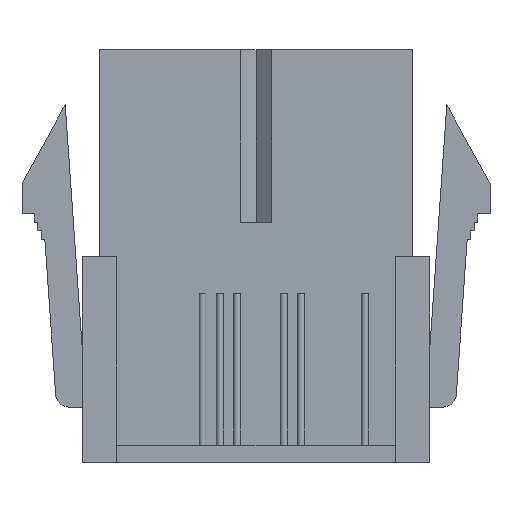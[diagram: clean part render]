
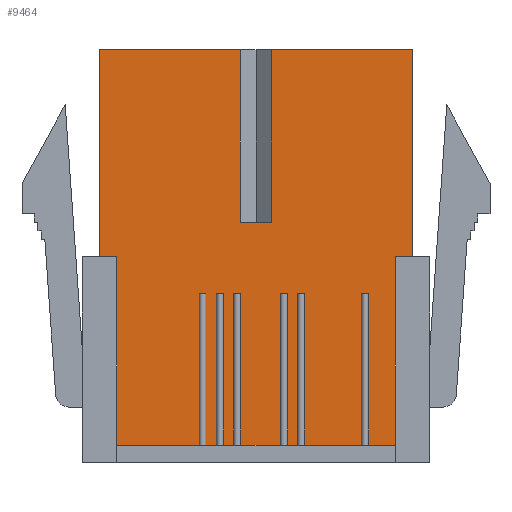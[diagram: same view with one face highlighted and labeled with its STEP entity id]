
A CAD part, front view. The second image highlights one B-rep face of the part: STEP entity #9464.
In plain terms, the highlighted planar face has unit normal (0, -1, 0).
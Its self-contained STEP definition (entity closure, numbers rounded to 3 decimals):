
#48=ORIENTED_EDGE('',*,*,#2860,.T.);
#49=ORIENTED_EDGE('',*,*,#2861,.F.);
#50=ORIENTED_EDGE('',*,*,#2862,.T.);
#51=ORIENTED_EDGE('',*,*,#2863,.T.);
#52=ORIENTED_EDGE('',*,*,#2864,.T.);
#53=ORIENTED_EDGE('',*,*,#2865,.F.);
#54=ORIENTED_EDGE('',*,*,#2866,.T.);
#55=ORIENTED_EDGE('',*,*,#2867,.T.);
#56=ORIENTED_EDGE('',*,*,#2868,.F.);
#57=ORIENTED_EDGE('',*,*,#2869,.F.);
#58=ORIENTED_EDGE('',*,*,#2870,.T.);
#59=ORIENTED_EDGE('',*,*,#2871,.T.);
#60=ORIENTED_EDGE('',*,*,#2872,.F.);
#61=ORIENTED_EDGE('',*,*,#2873,.F.);
#62=ORIENTED_EDGE('',*,*,#2874,.T.);
#63=ORIENTED_EDGE('',*,*,#2875,.T.);
#64=ORIENTED_EDGE('',*,*,#2876,.F.);
#65=ORIENTED_EDGE('',*,*,#2877,.F.);
#66=ORIENTED_EDGE('',*,*,#2878,.F.);
#67=ORIENTED_EDGE('',*,*,#2879,.T.);
#68=ORIENTED_EDGE('',*,*,#2880,.F.);
#69=ORIENTED_EDGE('',*,*,#2881,.F.);
#70=ORIENTED_EDGE('',*,*,#2882,.T.);
#71=ORIENTED_EDGE('',*,*,#2883,.T.);
#72=ORIENTED_EDGE('',*,*,#2884,.F.);
#73=ORIENTED_EDGE('',*,*,#2885,.F.);
#74=ORIENTED_EDGE('',*,*,#2886,.T.);
#75=ORIENTED_EDGE('',*,*,#2887,.T.);
#76=ORIENTED_EDGE('',*,*,#2888,.F.);
#77=ORIENTED_EDGE('',*,*,#2889,.F.);
#78=ORIENTED_EDGE('',*,*,#2890,.T.);
#79=ORIENTED_EDGE('',*,*,#2891,.T.);
#80=ORIENTED_EDGE('',*,*,#2892,.F.);
#81=ORIENTED_EDGE('',*,*,#2893,.F.);
#82=ORIENTED_EDGE('',*,*,#2894,.T.);
#83=ORIENTED_EDGE('',*,*,#2895,.T.);
#2860=EDGE_CURVE('',#4266,#4267,#5186,.T.);
#2861=EDGE_CURVE('',#4268,#4267,#5187,.T.);
#2862=EDGE_CURVE('',#4268,#4269,#5188,.T.);
#2863=EDGE_CURVE('',#4269,#4270,#5189,.T.);
#2864=EDGE_CURVE('',#4270,#4271,#5190,.T.);
#2865=EDGE_CURVE('',#4272,#4271,#5191,.T.);
#2866=EDGE_CURVE('',#4272,#4273,#5192,.T.);
#2867=EDGE_CURVE('',#4273,#4274,#5193,.T.);
#2868=EDGE_CURVE('',#4275,#4274,#5194,.T.);
#2869=EDGE_CURVE('',#4276,#4275,#5195,.T.);
#2870=EDGE_CURVE('',#4276,#4277,#5196,.T.);
#2871=EDGE_CURVE('',#4277,#4278,#5197,.T.);
#2872=EDGE_CURVE('',#4279,#4278,#5198,.T.);
#2873=EDGE_CURVE('',#4280,#4279,#5199,.T.);
#2874=EDGE_CURVE('',#4280,#4281,#5200,.T.);
#2875=EDGE_CURVE('',#4281,#4282,#5201,.T.);
#2876=EDGE_CURVE('',#4283,#4282,#5202,.T.);
#2877=EDGE_CURVE('',#4284,#4283,#5203,.T.);
#2878=EDGE_CURVE('',#4285,#4284,#5204,.T.);
#2879=EDGE_CURVE('',#4285,#4286,#5205,.T.);
#2880=EDGE_CURVE('',#4287,#4286,#5206,.T.);
#2881=EDGE_CURVE('',#4288,#4287,#5207,.T.);
#2882=EDGE_CURVE('',#4288,#4289,#5208,.T.);
#2883=EDGE_CURVE('',#4289,#4290,#5209,.T.);
#2884=EDGE_CURVE('',#4291,#4290,#5210,.T.);
#2885=EDGE_CURVE('',#4292,#4291,#5211,.T.);
#2886=EDGE_CURVE('',#4292,#4293,#5212,.T.);
#2887=EDGE_CURVE('',#4293,#4294,#5213,.T.);
#2888=EDGE_CURVE('',#4295,#4294,#5214,.T.);
#2889=EDGE_CURVE('',#4296,#4295,#5215,.T.);
#2890=EDGE_CURVE('',#4296,#4297,#5216,.T.);
#2891=EDGE_CURVE('',#4297,#4298,#5217,.T.);
#2892=EDGE_CURVE('',#4299,#4298,#5218,.T.);
#2893=EDGE_CURVE('',#4300,#4299,#5219,.T.);
#2894=EDGE_CURVE('',#4300,#4301,#5220,.T.);
#2895=EDGE_CURVE('',#4301,#4266,#5221,.T.);
#4266=VERTEX_POINT('',#12885);
#4267=VERTEX_POINT('',#12886);
#4268=VERTEX_POINT('',#12888);
#4269=VERTEX_POINT('',#12890);
#4270=VERTEX_POINT('',#12892);
#4271=VERTEX_POINT('',#12894);
#4272=VERTEX_POINT('',#12896);
#4273=VERTEX_POINT('',#12898);
#4274=VERTEX_POINT('',#12900);
#4275=VERTEX_POINT('',#12902);
#4276=VERTEX_POINT('',#12904);
#4277=VERTEX_POINT('',#12906);
#4278=VERTEX_POINT('',#12908);
#4279=VERTEX_POINT('',#12910);
#4280=VERTEX_POINT('',#12912);
#4281=VERTEX_POINT('',#12914);
#4282=VERTEX_POINT('',#12916);
#4283=VERTEX_POINT('',#12918);
#4284=VERTEX_POINT('',#12920);
#4285=VERTEX_POINT('',#12922);
#4286=VERTEX_POINT('',#12924);
#4287=VERTEX_POINT('',#12926);
#4288=VERTEX_POINT('',#12928);
#4289=VERTEX_POINT('',#12930);
#4290=VERTEX_POINT('',#12932);
#4291=VERTEX_POINT('',#12934);
#4292=VERTEX_POINT('',#12936);
#4293=VERTEX_POINT('',#12938);
#4294=VERTEX_POINT('',#12940);
#4295=VERTEX_POINT('',#12942);
#4296=VERTEX_POINT('',#12944);
#4297=VERTEX_POINT('',#12946);
#4298=VERTEX_POINT('',#12948);
#4299=VERTEX_POINT('',#12950);
#4300=VERTEX_POINT('',#12952);
#4301=VERTEX_POINT('',#12954);
#5186=LINE('',#12884,#6576);
#5187=LINE('',#12887,#6577);
#5188=LINE('',#12889,#6578);
#5189=LINE('',#12891,#6579);
#5190=LINE('',#12893,#6580);
#5191=LINE('',#12895,#6581);
#5192=LINE('',#12897,#6582);
#5193=LINE('',#12899,#6583);
#5194=LINE('',#12901,#6584);
#5195=LINE('',#12903,#6585);
#5196=LINE('',#12905,#6586);
#5197=LINE('',#12907,#6587);
#5198=LINE('',#12909,#6588);
#5199=LINE('',#12911,#6589);
#5200=LINE('',#12913,#6590);
#5201=LINE('',#12915,#6591);
#5202=LINE('',#12917,#6592);
#5203=LINE('',#12919,#6593);
#5204=LINE('',#12921,#6594);
#5205=LINE('',#12923,#6595);
#5206=LINE('',#12925,#6596);
#5207=LINE('',#12927,#6597);
#5208=LINE('',#12929,#6598);
#5209=LINE('',#12931,#6599);
#5210=LINE('',#12933,#6600);
#5211=LINE('',#12935,#6601);
#5212=LINE('',#12937,#6602);
#5213=LINE('',#12939,#6603);
#5214=LINE('',#12941,#6604);
#5215=LINE('',#12943,#6605);
#5216=LINE('',#12945,#6606);
#5217=LINE('',#12947,#6607);
#5218=LINE('',#12949,#6608);
#5219=LINE('',#12951,#6609);
#5220=LINE('',#12953,#6610);
#5221=LINE('',#12955,#6611);
#6576=VECTOR('',#10480,1000.);
#6577=VECTOR('',#10481,1000.);
#6578=VECTOR('',#10482,1000.);
#6579=VECTOR('',#10483,1000.);
#6580=VECTOR('',#10484,1000.);
#6581=VECTOR('',#10485,1000.);
#6582=VECTOR('',#10486,1000.);
#6583=VECTOR('',#10487,1000.);
#6584=VECTOR('',#10488,1000.);
#6585=VECTOR('',#10489,1000.);
#6586=VECTOR('',#10490,1000.);
#6587=VECTOR('',#10491,1000.);
#6588=VECTOR('',#10492,1000.);
#6589=VECTOR('',#10493,1000.);
#6590=VECTOR('',#10494,1000.);
#6591=VECTOR('',#10495,1000.);
#6592=VECTOR('',#10496,1000.);
#6593=VECTOR('',#10497,1000.);
#6594=VECTOR('',#10498,1000.);
#6595=VECTOR('',#10499,1000.);
#6596=VECTOR('',#10500,1000.);
#6597=VECTOR('',#10501,1000.);
#6598=VECTOR('',#10502,1000.);
#6599=VECTOR('',#10503,1000.);
#6600=VECTOR('',#10504,1000.);
#6601=VECTOR('',#10505,1000.);
#6602=VECTOR('',#10506,1000.);
#6603=VECTOR('',#10507,1000.);
#6604=VECTOR('',#10508,1000.);
#6605=VECTOR('',#10509,1000.);
#6606=VECTOR('',#10510,1000.);
#6607=VECTOR('',#10511,1000.);
#6608=VECTOR('',#10512,1000.);
#6609=VECTOR('',#10513,1000.);
#6610=VECTOR('',#10514,1000.);
#6611=VECTOR('',#10515,1000.);
#7966=EDGE_LOOP('',(#48,#49,#50,#51,#52,#53,#54,#55,#56,#57,#58,#59,#60,
#61,#62,#63,#64,#65,#66,#67,#68,#69,#70,#71,#72,#73,#74,#75,#76,#77,#78,
#79,#80,#81,#82,#83));
#8474=FACE_BOUND('',#7966,.T.);
#8982=PLANE('',#9969);
#9464=ADVANCED_FACE('',(#8474),#8982,.T.);
#9969=AXIS2_PLACEMENT_3D('',#12883,#10478,#10479);
#10478=DIRECTION('',(0.,-1.,0.));
#10479=DIRECTION('',(0.,0.,-1.));
#10480=DIRECTION('',(-1.,0.,0.));
#10481=DIRECTION('',(0.,0.,1.));
#10482=DIRECTION('',(-1.,0.,0.));
#10483=DIRECTION('',(0.,0.,1.));
#10484=DIRECTION('',(-1.,0.,0.));
#10485=DIRECTION('',(0.,0.,1.));
#10486=DIRECTION('',(1.,0.,0.));
#10487=DIRECTION('',(0.,0.,-1.));
#10488=DIRECTION('',(-1.,0.,0.));
#10489=DIRECTION('',(0.,0.,-1.));
#10490=DIRECTION('',(1.,0.,0.));
#10491=DIRECTION('',(0.,0.,-1.));
#10492=DIRECTION('',(-1.,0.,0.));
#10493=DIRECTION('',(0.,0.,-1.));
#10494=DIRECTION('',(1.,0.,0.));
#10495=DIRECTION('',(0.,0.,-1.));
#10496=DIRECTION('',(-1.,0.,0.));
#10497=DIRECTION('',(0.,0.,-1.));
#10498=DIRECTION('',(-1.,0.,0.));
#10499=DIRECTION('',(0.,0.,-1.));
#10500=DIRECTION('',(-1.,0.,0.));
#10501=DIRECTION('',(0.,0.,-1.));
#10502=DIRECTION('',(1.,0.,0.));
#10503=DIRECTION('',(0.,0.,-1.));
#10504=DIRECTION('',(-1.,0.,0.));
#10505=DIRECTION('',(0.,0.,-1.));
#10506=DIRECTION('',(1.,0.,0.));
#10507=DIRECTION('',(0.,0.,-1.));
#10508=DIRECTION('',(-1.,0.,0.));
#10509=DIRECTION('',(0.,0.,-1.));
#10510=DIRECTION('',(1.,0.,0.));
#10511=DIRECTION('',(0.,0.,-1.));
#10512=DIRECTION('',(-1.,0.,0.));
#10513=DIRECTION('',(0.,0.,-1.));
#10514=DIRECTION('',(1.,0.,0.));
#10515=DIRECTION('',(0.,0.,1.));
#12883=CARTESIAN_POINT('',(9.05,-4.8,-11.95));
#12884=CARTESIAN_POINT('',(9.05,-4.8,11.95));
#12885=CARTESIAN_POINT('',(9.05,-4.8,11.95));
#12886=CARTESIAN_POINT('',(0.9,-4.8,11.95));
#12887=CARTESIAN_POINT('',(0.9,-4.8,1.95));
#12888=CARTESIAN_POINT('',(0.9,-4.8,1.95));
#12889=CARTESIAN_POINT('',(0.9,-4.8,1.95));
#12890=CARTESIAN_POINT('',(-0.9,-4.8,1.95));
#12891=CARTESIAN_POINT('',(-0.9,-4.8,1.95));
#12892=CARTESIAN_POINT('',(-0.9,-4.8,11.95));
#12893=CARTESIAN_POINT('',(9.05,-4.8,11.95));
#12894=CARTESIAN_POINT('',(-9.05,-4.8,11.95));
#12895=CARTESIAN_POINT('',(-9.05,-4.8,-11.95));
#12896=CARTESIAN_POINT('',(-9.05,-4.8,-0.05));
#12897=CARTESIAN_POINT('',(-9.05,-4.8,-0.05));
#12898=CARTESIAN_POINT('',(-8.05,-4.8,-0.05));
#12899=CARTESIAN_POINT('',(-8.05,-4.8,-0.05));
#12900=CARTESIAN_POINT('',(-8.05,-4.8,-10.95));
#12901=CARTESIAN_POINT('',(8.05,-4.8,-10.95));
#12902=CARTESIAN_POINT('',(-3.299,-4.8,-10.95));
#12903=CARTESIAN_POINT('',(-3.299,-4.8,-2.15));
#12904=CARTESIAN_POINT('',(-3.299,-4.8,-2.15));
#12905=CARTESIAN_POINT('',(-2.899,-4.8,-2.15));
#12906=CARTESIAN_POINT('',(-2.899,-4.8,-2.15));
#12907=CARTESIAN_POINT('',(-2.899,-4.8,-2.15));
#12908=CARTESIAN_POINT('',(-2.899,-4.8,-10.95));
#12909=CARTESIAN_POINT('',(8.05,-4.8,-10.95));
#12910=CARTESIAN_POINT('',(-2.299,-4.8,-10.95));
#12911=CARTESIAN_POINT('',(-2.299,-4.8,-2.15));
#12912=CARTESIAN_POINT('',(-2.299,-4.8,-2.15));
#12913=CARTESIAN_POINT('',(-2.299,-4.8,-2.15));
#12914=CARTESIAN_POINT('',(-1.899,-4.8,-2.15));
#12915=CARTESIAN_POINT('',(-1.899,-4.8,-2.15));
#12916=CARTESIAN_POINT('',(-1.899,-4.8,-10.95));
#12917=CARTESIAN_POINT('',(8.05,-4.8,-10.95));
#12918=CARTESIAN_POINT('',(-1.299,-4.8,-10.95));
#12919=CARTESIAN_POINT('',(-1.299,-4.8,-2.15));
#12920=CARTESIAN_POINT('',(-1.299,-4.8,-2.15));
#12921=CARTESIAN_POINT('',(-0.899,-4.8,-2.15));
#12922=CARTESIAN_POINT('',(-0.899,-4.8,-2.15));
#12923=CARTESIAN_POINT('',(-0.899,-4.8,-2.15));
#12924=CARTESIAN_POINT('',(-0.899,-4.8,-10.95));
#12925=CARTESIAN_POINT('',(8.05,-4.8,-10.95));
#12926=CARTESIAN_POINT('',(1.4,-4.8,-10.95));
#12927=CARTESIAN_POINT('',(1.4,-4.8,-2.15));
#12928=CARTESIAN_POINT('',(1.4,-4.8,-2.15));
#12929=CARTESIAN_POINT('',(1.8,-4.8,-2.15));
#12930=CARTESIAN_POINT('',(1.8,-4.8,-2.15));
#12931=CARTESIAN_POINT('',(1.8,-4.8,-2.15));
#12932=CARTESIAN_POINT('',(1.8,-4.8,-10.95));
#12933=CARTESIAN_POINT('',(8.05,-4.8,-10.95));
#12934=CARTESIAN_POINT('',(2.4,-4.8,-10.95));
#12935=CARTESIAN_POINT('',(2.4,-4.8,-2.15));
#12936=CARTESIAN_POINT('',(2.4,-4.8,-2.15));
#12937=CARTESIAN_POINT('',(2.4,-4.8,-2.15));
#12938=CARTESIAN_POINT('',(2.8,-4.8,-2.15));
#12939=CARTESIAN_POINT('',(2.8,-4.8,-2.15));
#12940=CARTESIAN_POINT('',(2.8,-4.8,-10.95));
#12941=CARTESIAN_POINT('',(8.05,-4.8,-10.95));
#12942=CARTESIAN_POINT('',(6.1,-4.8,-10.95));
#12943=CARTESIAN_POINT('',(6.1,-4.8,-2.15));
#12944=CARTESIAN_POINT('',(6.1,-4.8,-2.15));
#12945=CARTESIAN_POINT('',(6.5,-4.8,-2.15));
#12946=CARTESIAN_POINT('',(6.5,-4.8,-2.15));
#12947=CARTESIAN_POINT('',(6.5,-4.8,-2.15));
#12948=CARTESIAN_POINT('',(6.5,-4.8,-10.95));
#12949=CARTESIAN_POINT('',(8.05,-4.8,-10.95));
#12950=CARTESIAN_POINT('',(8.05,-4.8,-10.95));
#12951=CARTESIAN_POINT('',(8.05,-4.8,-0.05));
#12952=CARTESIAN_POINT('',(8.05,-4.8,-0.05));
#12953=CARTESIAN_POINT('',(8.05,-4.8,-0.05));
#12954=CARTESIAN_POINT('',(9.05,-4.8,-0.05));
#12955=CARTESIAN_POINT('',(9.05,-4.8,-11.95));
